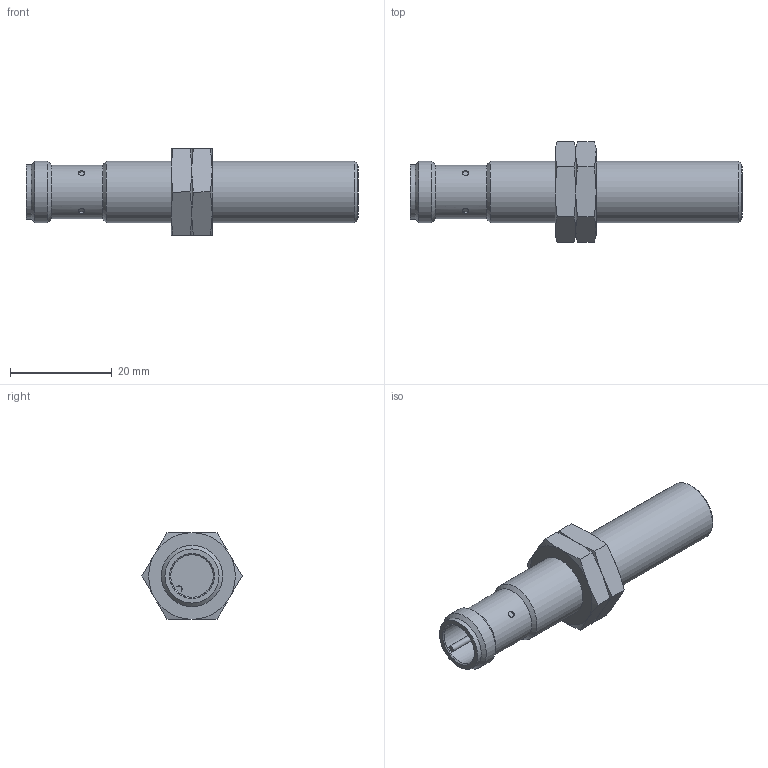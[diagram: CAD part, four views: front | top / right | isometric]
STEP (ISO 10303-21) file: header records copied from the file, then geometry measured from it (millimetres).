
FILE_DESCRIPTION (( 'STEP AP214' ), '1' );
FILE_NAME ('WKM-AP-3H.STEP', '2018-08-24T12:16:35', ( '' ), ( '' ), 'SwSTEP 2.0', 'SolidWorks 2017', '' );
FILE_SCHEMA (( 'AUTOMOTIVE_DESIGN' ));
Length unit declared in the file: inch
Products named in the file (1): WKM-AP-3H
Bounding box: 65.11 x 19.63 x 17 mm (x, y, z)
Volume: 7787.5 mm3; surface area: 4174.4 mm2
Topology: 3 solids, 3 shells, 73 faces, 157 edges, 96 vertices
Faces by surface type: cone 33, plane 23, cylinder 17
Full cylindrical faces by diameter (mm): 1.3 x4, 8.35 x1, 10.18 x1, 10.55 x1, 10.6 x1, 10.917 x2, 12 x2
Entity records: 3015 total; most frequent: CARTESIAN_POINT 644, DIRECTION 266, ORIENTED_EDGE 250, EDGE_CURVE 125, AXIS2_PLACEMENT_3D 123, EDGE_LOOP 104, FACE_OUTER_BOUND 85, VERTEX_POINT 85
